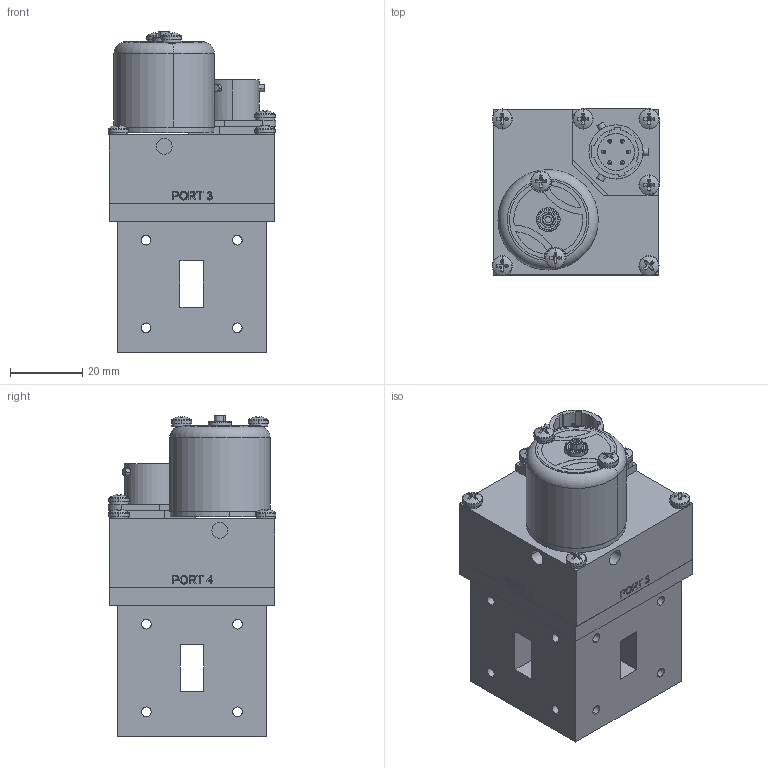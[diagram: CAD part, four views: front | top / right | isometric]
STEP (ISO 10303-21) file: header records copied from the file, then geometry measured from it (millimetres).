
FILE_DESCRIPTION (( 'STEP AP203' ), '1' );
FILE_NAME ('WR51 STD SMI.STEP', '2016-08-25T17:44:41', ( '' ), ( '' ), 'SwSTEP 2.0', 'SolidWorks 2016', '' );
FILE_SCHEMA (( 'CONFIG_CONTROL_DESIGN' ));
Length unit declared in the file: inch
Products named in the file (1): WR51 STD SMI
Bounding box: 46.39 x 46.39 x 89.08 mm (x, y, z)
Surface area: 27071.3 mm2 (no closed solid volume)
Topology: 0 solids, 47 shells, 467 faces, 1508 edges, 1083 vertices
Faces by surface type: plane 236, cylinder 149, torus 34, sphere 20, bspline 20, cone 8
Entity records: 19696 total; most frequent: CARTESIAN_POINT 6491, DIRECTION 2808, ORIENTED_EDGE 2368, EDGE_CURVE 1498, VERTEX_POINT 1077, AXIS2_PLACEMENT_3D 1049, LINE 710, VECTOR 710
